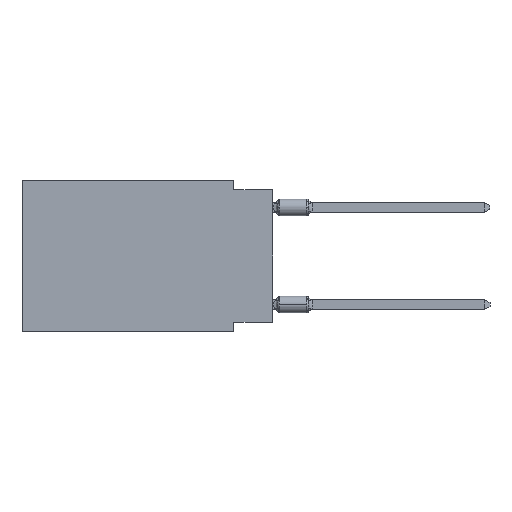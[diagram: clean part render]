
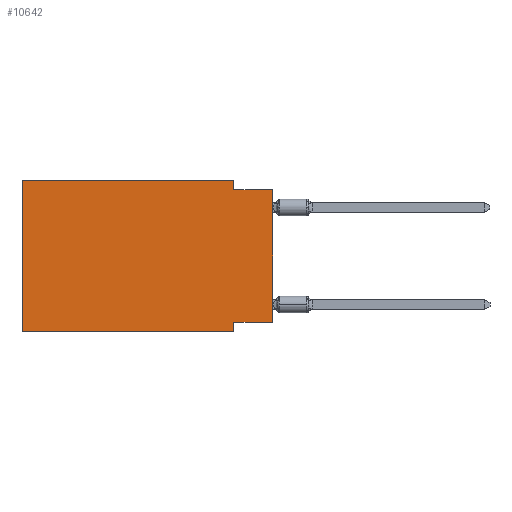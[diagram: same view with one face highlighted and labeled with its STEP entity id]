
A CAD part, left-side view. The second image highlights one B-rep face of the part: STEP entity #10642.
In plain terms, the highlighted planar face has unit normal (-1, 0, 0).
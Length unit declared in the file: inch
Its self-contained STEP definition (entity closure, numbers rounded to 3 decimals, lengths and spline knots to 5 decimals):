
#123 = EDGE_CURVE ( 'NONE', #14334, #3940, #3864, .T. ) ;
#394 = ORIENTED_EDGE ( 'NONE', *, *, #14142, .F. ) ;
#423 = EDGE_CURVE ( 'NONE', #14819, #6190, #1375, .T. ) ;
#627 = CARTESIAN_POINT ( 'NONE',  ( 0., 0.645, -0.39 ) ) ;
#867 = CARTESIAN_POINT ( 'NONE',  ( 0., 0.1, -0.025 ) ) ;
#902 = ORIENTED_EDGE ( 'NONE', *, *, #6650, .F. ) ;
#1156 = VECTOR ( 'NONE', #12923, 39.37008 ) ;
#1174 = PLANE ( 'NONE',  #11241 ) ;
#1375 = LINE ( 'NONE', #6099, #1924 ) ;
#1474 = VECTOR ( 'NONE', #13862, 39.37008 ) ;
#1729 = DIRECTION ( 'NONE',  ( 0., 0., -1. ) ) ;
#1740 = CARTESIAN_POINT ( 'NONE',  ( 0., 0.1, -0.39 ) ) ;
#1924 = VECTOR ( 'NONE', #3845, 39.37008 ) ;
#2203 = CARTESIAN_POINT ( 'NONE',  ( 0., 0.645, 0. ) ) ;
#2314 = VECTOR ( 'NONE', #1729, 39.37008 ) ;
#2810 = VERTEX_POINT ( 'NONE', #12259 ) ;
#3286 = VECTOR ( 'NONE', #8387, 39.37008 ) ;
#3467 = DIRECTION ( 'NONE',  ( 1., 0., 0. ) ) ;
#3845 = DIRECTION ( 'NONE',  ( 0., 0., -1. ) ) ;
#3864 = LINE ( 'NONE', #4011, #6494 ) ;
#3940 = VERTEX_POINT ( 'NONE', #9160 ) ;
#4011 = CARTESIAN_POINT ( 'NONE',  ( 0., 0., 0. ) ) ;
#4106 = LINE ( 'NONE', #5391, #1474 ) ;
#4153 = EDGE_CURVE ( 'NONE', #14492, #9692, #15411, .T. ) ;
#4488 = LINE ( 'NONE', #5959, #6314 ) ;
#4760 = EDGE_LOOP ( 'NONE', ( #12242, #14096, #4770, #394, #8509, #11020, #8467, #902 ) ) ;
#4770 = ORIENTED_EDGE ( 'NONE', *, *, #423, .F. ) ;
#5391 = CARTESIAN_POINT ( 'NONE',  ( 0., 0., -0.025 ) ) ;
#5662 = LINE ( 'NONE', #13885, #2314 ) ;
#5959 = CARTESIAN_POINT ( 'NONE',  ( 0., 0., -0.365 ) ) ;
#6047 = VERTEX_POINT ( 'NONE', #10364 ) ;
#6056 = DIRECTION ( 'NONE',  ( 0., 0., -1. ) ) ;
#6099 = CARTESIAN_POINT ( 'NONE',  ( 0., 0.1, 0. ) ) ;
#6190 = VERTEX_POINT ( 'NONE', #867 ) ;
#6314 = VECTOR ( 'NONE', #12964, 39.37008 ) ;
#6494 = VECTOR ( 'NONE', #7547, 39.37008 ) ;
#6525 = CARTESIAN_POINT ( 'NONE',  ( 0., 0., -0.365 ) ) ;
#6650 = EDGE_CURVE ( 'NONE', #14334, #6047, #4488, .T. ) ;
#6945 = LINE ( 'NONE', #11797, #15557 ) ;
#7547 = DIRECTION ( 'NONE',  ( 0., 0., 1. ) ) ;
#7551 = CARTESIAN_POINT ( 'NONE',  ( 0., 0.1, 0. ) ) ;
#7687 = EDGE_CURVE ( 'NONE', #6190, #3940, #4106, .T. ) ;
#8387 = DIRECTION ( 'NONE',  ( 0., 0., 1. ) ) ;
#8467 = ORIENTED_EDGE ( 'NONE', *, *, #13257, .F. ) ;
#8475 = LINE ( 'NONE', #9813, #3286 ) ;
#8509 = ORIENTED_EDGE ( 'NONE', *, *, #14181, .F. ) ;
#9160 = CARTESIAN_POINT ( 'NONE',  ( 0., 0., -0.025 ) ) ;
#9692 = VERTEX_POINT ( 'NONE', #1740 ) ;
#9813 = CARTESIAN_POINT ( 'NONE',  ( 0., 0.645, 0. ) ) ;
#10364 = CARTESIAN_POINT ( 'NONE',  ( 0., 0.1, -0.365 ) ) ;
#10642 = ADVANCED_FACE ( 'NONE', ( #13305 ), #1174, .F. ) ;
#11020 = ORIENTED_EDGE ( 'NONE', *, *, #4153, .T. ) ;
#11241 = AXIS2_PLACEMENT_3D ( 'NONE', #2203, #3467, #6056 ) ;
#11797 = CARTESIAN_POINT ( 'NONE',  ( 0., 0.645, 0. ) ) ;
#12242 = ORIENTED_EDGE ( 'NONE', *, *, #123, .T. ) ;
#12259 = CARTESIAN_POINT ( 'NONE',  ( 0., 0.645, 0. ) ) ;
#12923 = DIRECTION ( 'NONE',  ( 0., -1., 0. ) ) ;
#12964 = DIRECTION ( 'NONE',  ( 0., 1., 0. ) ) ;
#13257 = EDGE_CURVE ( 'NONE', #6047, #9692, #5662, .T. ) ;
#13305 = FACE_OUTER_BOUND ( 'NONE', #4760, .T. ) ;
#13862 = DIRECTION ( 'NONE',  ( 0., -1., 0. ) ) ;
#13885 = CARTESIAN_POINT ( 'NONE',  ( 0., 0.1, -0.39 ) ) ;
#13897 = CARTESIAN_POINT ( 'NONE',  ( 0., 0.645, -0.39 ) ) ;
#14096 = ORIENTED_EDGE ( 'NONE', *, *, #7687, .F. ) ;
#14142 = EDGE_CURVE ( 'NONE', #2810, #14819, #6945, .T. ) ;
#14181 = EDGE_CURVE ( 'NONE', #14492, #2810, #8475, .T. ) ;
#14286 = DIRECTION ( 'NONE',  ( 0., -1., 0. ) ) ;
#14334 = VERTEX_POINT ( 'NONE', #6525 ) ;
#14492 = VERTEX_POINT ( 'NONE', #627 ) ;
#14819 = VERTEX_POINT ( 'NONE', #7551 ) ;
#15411 = LINE ( 'NONE', #13897, #1156 ) ;
#15557 = VECTOR ( 'NONE', #14286, 39.37008 ) ;
